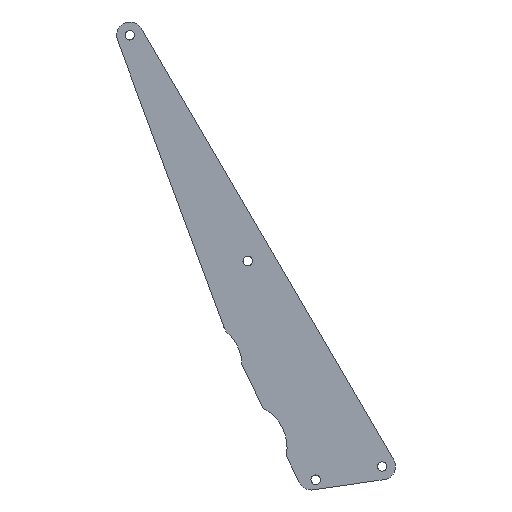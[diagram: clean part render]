
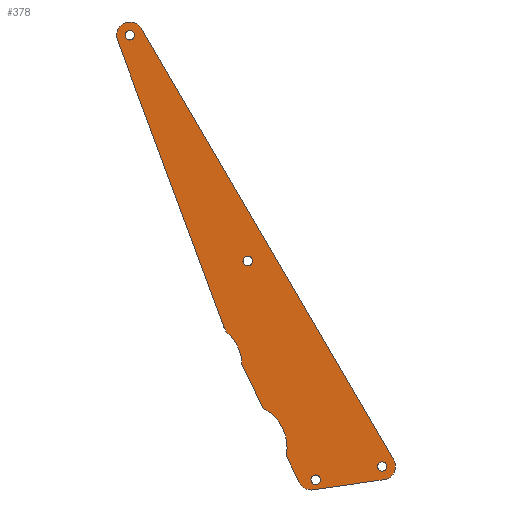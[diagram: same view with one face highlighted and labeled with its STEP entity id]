
A CAD part, left-side view. The second image highlights one B-rep face of the part: STEP entity #378.
In plain terms, the highlighted planar face has unit normal (-1, 0, 0).
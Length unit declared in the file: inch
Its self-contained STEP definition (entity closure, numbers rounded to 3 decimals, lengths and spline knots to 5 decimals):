
#30=FACE_BOUND('',#62,.T.);
#31=FACE_BOUND('',#63,.T.);
#32=FACE_BOUND('',#64,.T.);
#33=FACE_BOUND('',#65,.T.);
#37=FACE_OUTER_BOUND('',#61,.T.);
#61=EDGE_LOOP('',(#284,#285,#286,#287,#288,#289,#290,#291,#292,#293,#294,
#295));
#62=EDGE_LOOP('',(#296));
#63=EDGE_LOOP('',(#297));
#64=EDGE_LOOP('',(#298));
#65=EDGE_LOOP('',(#299,#300,#301));
#93=CIRCLE('',#411,0.091);
#94=CIRCLE('',#413,0.8325);
#95=CIRCLE('',#414,0.25);
#96=CIRCLE('',#415,0.25);
#97=CIRCLE('',#416,0.25);
#98=CIRCLE('',#417,0.25);
#99=CIRCLE('',#418,0.8325);
#100=CIRCLE('',#419,0.0875);
#101=CIRCLE('',#420,0.09);
#102=CIRCLE('',#421,0.09);
#103=CIRCLE('',#422,0.0875);
#111=LINE('',#598,#143);
#115=LINE('',#608,#147);
#116=LINE('',#612,#148);
#117=LINE('',#616,#149);
#118=LINE('',#620,#150);
#119=LINE('',#624,#151);
#120=LINE('',#628,#152);
#143=VECTOR('',#474,0.3937);
#147=VECTOR('',#484,0.3937);
#148=VECTOR('',#487,0.3937);
#149=VECTOR('',#490,0.3937);
#150=VECTOR('',#493,0.3937);
#151=VECTOR('',#496,0.3937);
#152=VECTOR('',#499,0.3937);
#186=VERTEX_POINT('',#596);
#187=VERTEX_POINT('',#597);
#188=VERTEX_POINT('',#602);
#189=VERTEX_POINT('',#606);
#190=VERTEX_POINT('',#607);
#191=VERTEX_POINT('',#609);
#192=VERTEX_POINT('',#611);
#193=VERTEX_POINT('',#613);
#194=VERTEX_POINT('',#615);
#195=VERTEX_POINT('',#617);
#196=VERTEX_POINT('',#619);
#197=VERTEX_POINT('',#621);
#198=VERTEX_POINT('',#623);
#199=VERTEX_POINT('',#625);
#200=VERTEX_POINT('',#627);
#201=VERTEX_POINT('',#630);
#202=VERTEX_POINT('',#632);
#203=VERTEX_POINT('',#634);
#222=EDGE_CURVE('',#186,#187,#111,.T.);
#226=EDGE_CURVE('',#188,#187,#93,.T.);
#227=EDGE_CURVE('',#189,#190,#115,.T.);
#228=EDGE_CURVE('',#190,#191,#94,.T.);
#229=EDGE_CURVE('',#191,#192,#116,.T.);
#230=EDGE_CURVE('',#192,#193,#95,.T.);
#231=EDGE_CURVE('',#193,#194,#117,.T.);
#232=EDGE_CURVE('',#194,#195,#96,.T.);
#233=EDGE_CURVE('',#196,#195,#118,.T.);
#234=EDGE_CURVE('',#197,#196,#97,.T.);
#235=EDGE_CURVE('',#198,#197,#119,.T.);
#236=EDGE_CURVE('',#198,#199,#98,.T.);
#237=EDGE_CURVE('',#199,#200,#120,.T.);
#238=EDGE_CURVE('',#200,#189,#99,.T.);
#239=EDGE_CURVE('',#201,#201,#100,.T.);
#240=EDGE_CURVE('',#202,#202,#101,.T.);
#241=EDGE_CURVE('',#203,#203,#102,.T.);
#242=EDGE_CURVE('',#188,#186,#103,.T.);
#284=ORIENTED_EDGE('',*,*,#227,.T.);
#285=ORIENTED_EDGE('',*,*,#228,.T.);
#286=ORIENTED_EDGE('',*,*,#229,.T.);
#287=ORIENTED_EDGE('',*,*,#230,.T.);
#288=ORIENTED_EDGE('',*,*,#231,.T.);
#289=ORIENTED_EDGE('',*,*,#232,.T.);
#290=ORIENTED_EDGE('',*,*,#233,.F.);
#291=ORIENTED_EDGE('',*,*,#234,.F.);
#292=ORIENTED_EDGE('',*,*,#235,.F.);
#293=ORIENTED_EDGE('',*,*,#236,.T.);
#294=ORIENTED_EDGE('',*,*,#237,.T.);
#295=ORIENTED_EDGE('',*,*,#238,.T.);
#296=ORIENTED_EDGE('',*,*,#239,.T.);
#297=ORIENTED_EDGE('',*,*,#240,.F.);
#298=ORIENTED_EDGE('',*,*,#241,.F.);
#299=ORIENTED_EDGE('',*,*,#226,.F.);
#300=ORIENTED_EDGE('',*,*,#242,.T.);
#301=ORIENTED_EDGE('',*,*,#222,.T.);
#368=PLANE('',#412);
#378=ADVANCED_FACE('',(#37,#30,#31,#32,#33),#368,.T.);
#411=AXIS2_PLACEMENT_3D('',#604,#480,#481);
#412=AXIS2_PLACEMENT_3D('',#605,#482,#483);
#413=AXIS2_PLACEMENT_3D('',#610,#485,#486);
#414=AXIS2_PLACEMENT_3D('',#614,#488,#489);
#415=AXIS2_PLACEMENT_3D('',#618,#491,#492);
#416=AXIS2_PLACEMENT_3D('',#622,#494,#495);
#417=AXIS2_PLACEMENT_3D('',#626,#497,#498);
#418=AXIS2_PLACEMENT_3D('',#629,#500,#501);
#419=AXIS2_PLACEMENT_3D('',#631,#502,#503);
#420=AXIS2_PLACEMENT_3D('',#633,#504,#505);
#421=AXIS2_PLACEMENT_3D('',#635,#506,#507);
#422=AXIS2_PLACEMENT_3D('',#636,#508,#509);
#474=DIRECTION('',(0.,0.,1.));
#480=DIRECTION('center_axis',(-1.,0.,0.));
#481=DIRECTION('ref_axis',(0.,-1.,0.));
#482=DIRECTION('center_axis',(-1.,0.,0.));
#483=DIRECTION('ref_axis',(0.,-1.,0.));
#484=DIRECTION('',(0.,-0.437,-0.9));
#485=DIRECTION('center_axis',(1.,0.,0.));
#486=DIRECTION('ref_axis',(0.,-1.,0.));
#487=DIRECTION('',(0.,-0.437,-0.9));
#488=DIRECTION('center_axis',(-1.,0.,0.));
#489=DIRECTION('ref_axis',(0.,-1.,0.));
#490=DIRECTION('',(0.,-0.99,0.143));
#491=DIRECTION('center_axis',(-1.,0.,0.));
#492=DIRECTION('ref_axis',(0.,-1.,0.));
#493=DIRECTION('',(0.,-0.505,-0.863));
#494=DIRECTION('center_axis',(1.,0.,0.));
#495=DIRECTION('ref_axis',(0.,0.938,-0.348));
#496=DIRECTION('',(0.,0.348,0.938));
#497=DIRECTION('center_axis',(-1.,0.,0.));
#498=DIRECTION('ref_axis',(0.,-1.,0.));
#499=DIRECTION('',(0.,-0.437,-0.9));
#500=DIRECTION('center_axis',(1.,0.,0.));
#501=DIRECTION('ref_axis',(0.,-1.,0.022));
#502=DIRECTION('center_axis',(1.,0.,0.));
#503=DIRECTION('ref_axis',(0.,-1.,0.));
#504=DIRECTION('center_axis',(-1.,0.,0.));
#505=DIRECTION('ref_axis',(0.,1.,0.));
#506=DIRECTION('center_axis',(-1.,0.,0.));
#507=DIRECTION('ref_axis',(0.,1.,0.));
#508=DIRECTION('center_axis',(1.,0.,0.));
#509=DIRECTION('ref_axis',(0.,-1.,0.));
#596=CARTESIAN_POINT('',(3.96603,-2.40169,1.76745));
#597=CARTESIAN_POINT('',(3.96603,-2.40169,1.77558));
#598=CARTESIAN_POINT('',(3.96603,-2.40169,2.4864));
#602=CARTESIAN_POINT('',(3.96603,-2.3988,1.77553));
#604=CARTESIAN_POINT('Origin',(3.96603,-2.40169,1.68458));
#605=CARTESIAN_POINT('Origin',(3.96603,-2.27822,3.19722));
#606=CARTESIAN_POINT('',(3.96603,-1.01157,3.86005));
#607=CARTESIAN_POINT('',(3.96603,-1.41458,3.0301));
#608=CARTESIAN_POINT('',(3.96603,-1.01157,3.86005));
#609=CARTESIAN_POINT('',(3.96603,-1.84796,2.13763));
#610=CARTESIAN_POINT('Origin',(3.96603,-1.02986,2.29183));
#611=CARTESIAN_POINT('',(3.96603,-2.09305,1.63289));
#612=CARTESIAN_POINT('',(3.96603,-1.84796,2.13763));
#613=CARTESIAN_POINT('',(3.96603,-2.35365,1.49466));
#614=CARTESIAN_POINT('Origin',(3.96603,-2.31794,1.74209));
#615=CARTESIAN_POINT('',(3.96603,-3.68739,1.68714));
#616=CARTESIAN_POINT('',(3.96603,-2.35365,1.49466));
#617=CARTESIAN_POINT('',(3.96603,-3.86746,2.06083));
#618=CARTESIAN_POINT('Origin',(3.96603,-3.65169,1.93458));
#619=CARTESIAN_POINT('',(3.96603,0.88129,10.17666));
#620=CARTESIAN_POINT('',(3.96603,-2.63709,4.16359));
#621=CARTESIAN_POINT('',(3.96603,1.33147,9.96348));
#622=CARTESIAN_POINT('Origin',(3.96603,1.09706,10.0504));
#623=CARTESIAN_POINT('',(3.96603,-0.67036,4.56541));
#624=CARTESIAN_POINT('',(3.96603,0.55818,7.87827));
#625=CARTESIAN_POINT('',(3.96603,-0.67987,4.54313));
#626=CARTESIAN_POINT('Origin',(3.96603,-0.90476,4.65234));
#627=CARTESIAN_POINT('',(3.96603,-0.70853,4.48411));
#628=CARTESIAN_POINT('',(3.96603,-0.67987,4.54313));
#629=CARTESIAN_POINT('Origin',(3.96603,-0.17927,3.84151));
#630=CARTESIAN_POINT('',(3.96603,-3.56419,1.93458));
#631=CARTESIAN_POINT('Origin',(3.96603,-3.65169,1.93458));
#632=CARTESIAN_POINT('',(3.96603,-1.21117,5.80124));
#633=CARTESIAN_POINT('Origin',(3.96603,-1.12117,5.80124));
#634=CARTESIAN_POINT('',(3.96603,1.00706,10.0504));
#635=CARTESIAN_POINT('Origin',(3.96603,1.09706,10.0504));
#636=CARTESIAN_POINT('Origin',(3.96603,-2.31794,1.74209));
